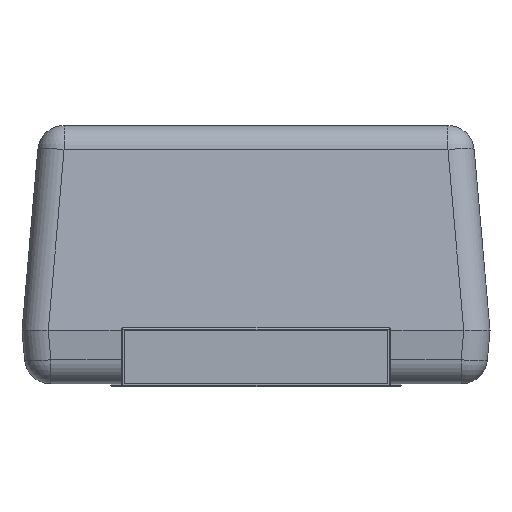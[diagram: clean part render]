
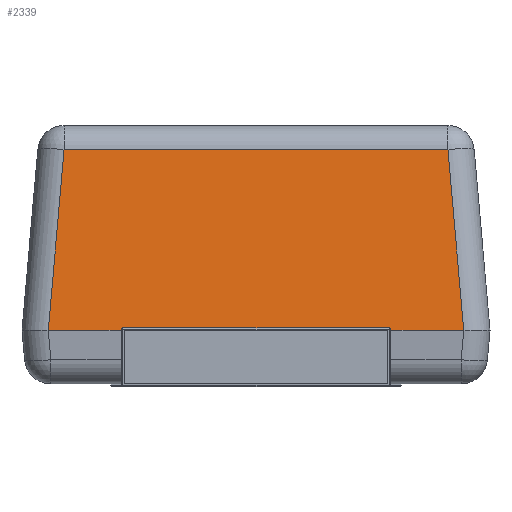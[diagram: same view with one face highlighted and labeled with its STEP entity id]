
A CAD part, front view. The second image highlights one B-rep face of the part: STEP entity #2339.
In plain terms, the highlighted planar face has unit normal (0, -0.996, 0.087).
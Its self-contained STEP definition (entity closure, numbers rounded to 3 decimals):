
#371=ORIENTED_EDGE('',*,*,#1001,.F.);
#372=ORIENTED_EDGE('',*,*,#1021,.T.);
#373=ORIENTED_EDGE('',*,*,#1022,.T.);
#374=ORIENTED_EDGE('',*,*,#1023,.T.);
#375=ORIENTED_EDGE('',*,*,#1005,.F.);
#376=ORIENTED_EDGE('',*,*,#976,.F.);
#976=EDGE_CURVE('',#1319,#1320,#1526,.T.);
#1001=EDGE_CURVE('',#1337,#1319,#1545,.T.);
#1005=EDGE_CURVE('',#1320,#1340,#1549,.T.);
#1021=EDGE_CURVE('',#1337,#1349,#1561,.F.);
#1022=EDGE_CURVE('',#1349,#1350,#1562,.F.);
#1023=EDGE_CURVE('',#1350,#1340,#1563,.F.);
#1319=VERTEX_POINT('',#3605);
#1320=VERTEX_POINT('',#3606);
#1337=VERTEX_POINT('',#3655);
#1340=VERTEX_POINT('',#3663);
#1349=VERTEX_POINT('',#3696);
#1350=VERTEX_POINT('',#3698);
#1526=LINE('',#3604,#1743);
#1545=LINE('',#3654,#1762);
#1549=LINE('',#3662,#1766);
#1561=LINE('',#3695,#1778);
#1562=LINE('',#3697,#1779);
#1563=LINE('',#3699,#1780);
#1743=VECTOR('',#2839,1000.);
#1762=VECTOR('',#2884,1000.);
#1766=VECTOR('',#2890,1000.);
#1778=VECTOR('',#2926,1000.);
#1779=VECTOR('',#2927,1000.);
#1780=VECTOR('',#2928,1000.);
#1967=EDGE_LOOP('',(#371,#372,#373,#374,#375,#376));
#2119=FACE_BOUND('',#1967,.T.);
#2263=PLANE('',#2562);
#2339=ADVANCED_FACE('',(#2119),#2263,.T.);
#2562=AXIS2_PLACEMENT_3D('',#3694,#2924,#2925);
#2839=DIRECTION('',(-1.,0.,0.));
#2884=DIRECTION('',(-1.,0.,0.));
#2890=DIRECTION('',(-1.,0.,0.));
#2924=DIRECTION('',(0.,-0.996,0.087));
#2925=DIRECTION('',(-1.,0.,0.));
#2926=DIRECTION('',(0.087,-0.087,-0.992));
#2927=DIRECTION('',(1.,0.,0.));
#2928=DIRECTION('',(0.087,0.087,0.992));
#3604=CARTESIAN_POINT('',(-0.888,-1.4,0.203));
#3605=CARTESIAN_POINT('',(0.5,-1.4,0.203));
#3606=CARTESIAN_POINT('',(-0.5,-1.4,0.203));
#3654=CARTESIAN_POINT('',(-0.888,-1.4,0.203));
#3655=CARTESIAN_POINT('',(0.788,-1.4,0.203));
#3662=CARTESIAN_POINT('',(-0.888,-1.4,0.203));
#3663=CARTESIAN_POINT('',(-0.788,-1.4,0.203));
#3694=CARTESIAN_POINT('',(0.,-1.332,0.98));
#3695=CARTESIAN_POINT('',(0.714,-1.327,1.042));
#3696=CARTESIAN_POINT('',(0.728,-1.34,0.889));
#3697=CARTESIAN_POINT('',(0.,-1.34,0.889));
#3698=CARTESIAN_POINT('',(-0.728,-1.34,0.889));
#3699=CARTESIAN_POINT('',(-0.714,-1.327,1.042));
